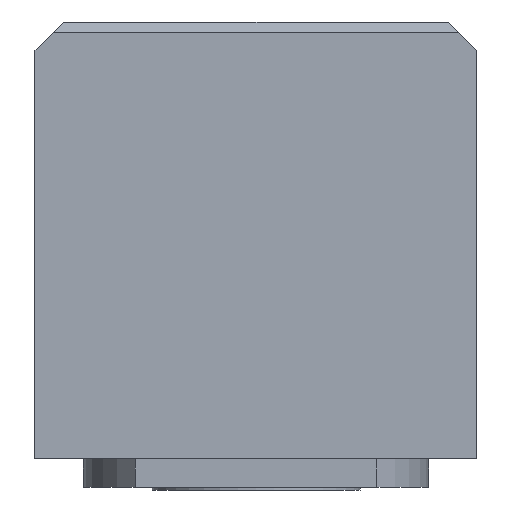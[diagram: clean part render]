
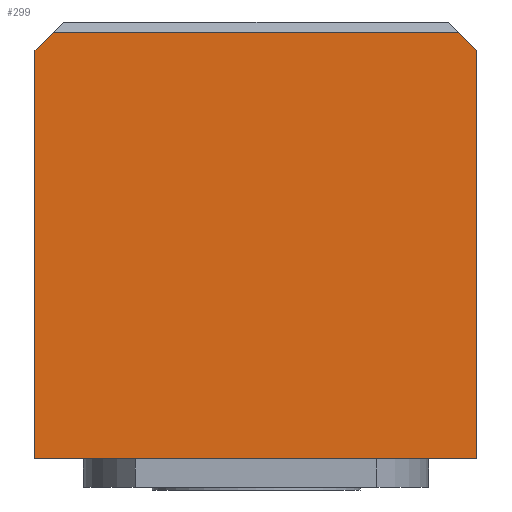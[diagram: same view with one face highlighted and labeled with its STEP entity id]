
A CAD part, left-side view. The second image highlights one B-rep face of the part: STEP entity #299.
In plain terms, the highlighted planar face has unit normal (-1, 0, 0).
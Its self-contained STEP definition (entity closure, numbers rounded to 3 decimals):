
#65=FACE_OUTER_BOUND('',#411,.T.);
#95=PLANE('',#951);
#147=LINE('',#1573,#227);
#149=LINE('',#1577,#229);
#156=LINE('',#1592,#236);
#162=LINE('',#1604,#242);
#179=LINE('',#1639,#259);
#180=LINE('',#1641,#260);
#227=VECTOR('',#1107,1.);
#229=VECTOR('',#1111,1.);
#236=VECTOR('',#1120,1.);
#242=VECTOR('',#1128,1.);
#259=VECTOR('',#1163,1.);
#260=VECTOR('',#1166,1.);
#299=ADVANCED_FACE('',(#65),#95,.F.);
#411=EDGE_LOOP('',(#619,#620,#621,#622,#623,#624));
#619=ORIENTED_EDGE('',*,*,#846,.T.);
#620=ORIENTED_EDGE('',*,*,#811,.F.);
#621=ORIENTED_EDGE('',*,*,#826,.T.);
#622=ORIENTED_EDGE('',*,*,#845,.F.);
#623=ORIENTED_EDGE('',*,*,#820,.F.);
#624=ORIENTED_EDGE('',*,*,#813,.F.);
#711=VERTEX_POINT('',#1572);
#712=VERTEX_POINT('',#1574);
#713=VERTEX_POINT('',#1578);
#714=VERTEX_POINT('',#1579);
#720=VERTEX_POINT('',#1593);
#725=VERTEX_POINT('',#1605);
#811=EDGE_CURVE('',#711,#712,#147,.T.);
#813=EDGE_CURVE('',#713,#714,#149,.T.);
#820=EDGE_CURVE('',#714,#720,#156,.T.);
#826=EDGE_CURVE('',#711,#725,#162,.T.);
#845=EDGE_CURVE('',#720,#725,#179,.T.);
#846=EDGE_CURVE('',#713,#712,#180,.T.);
#951=AXIS2_PLACEMENT_3D('',#1642,#1167,#1168);
#1107=DIRECTION('',(0.,-0.707,0.707));
#1111=DIRECTION('',(0.,-0.707,-0.707));
#1120=DIRECTION('',(0.,0.,-1.));
#1128=DIRECTION('',(0.,0.,-1.));
#1163=DIRECTION('',(0.,1.,0.));
#1166=DIRECTION('',(0.,1.,0.));
#1167=DIRECTION('',(1.,0.,0.));
#1168=DIRECTION('',(0.,0.,-1.));
#1572=CARTESIAN_POINT('',(-32.,42.5,-0.5));
#1573=CARTESIAN_POINT('',(-32.,42.5,-0.5));
#1574=CARTESIAN_POINT('',(-32.,39.,3.));
#1577=CARTESIAN_POINT('',(-32.,-37.,5.));
#1578=CARTESIAN_POINT('',(-32.,-39.,3.));
#1579=CARTESIAN_POINT('',(-32.,-42.5,-0.5));
#1592=CARTESIAN_POINT('',(-32.,-42.5,-79.));
#1593=CARTESIAN_POINT('',(-32.,-42.5,-79.));
#1604=CARTESIAN_POINT('',(-32.,42.5,-79.));
#1605=CARTESIAN_POINT('',(-32.,42.5,-79.));
#1639=CARTESIAN_POINT('',(-32.,-42.5,-79.));
#1641=CARTESIAN_POINT('',(-32.,-42.5,3.));
#1642=CARTESIAN_POINT('',(-32.,-42.5,-79.));
